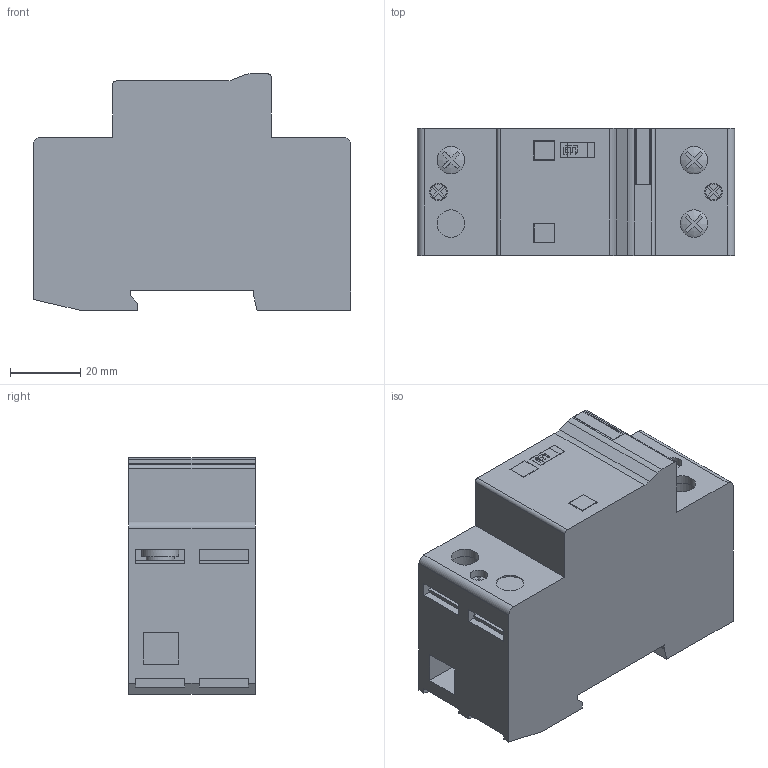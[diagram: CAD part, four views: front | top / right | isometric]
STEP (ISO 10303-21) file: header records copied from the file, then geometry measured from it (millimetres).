
FILE_DESCRIPTION( ( 'Unknown' ), '1' );
FILE_NAME( 'ETITEC WENT.stp', 'Unknown', ( 'Unknown' ), ( 'Unknown' ), 'PSStep 14.0', 'Unknown', ' ' );
FILE_SCHEMA( ( 'AUTOMOTIVE_DESIGN { 1 0 10303 214 1 1 1 1 }' ) );
Length unit declared in the file: millimetre
Products named in the file (5): Assem1; ETITEC WENT; SZYBKA_ETITEC_WENT; Tampon_LOGO_ETIMAT10
Assembly tree (5 placements, depth 2):
  Assem1
    ETITEC WENT
    ETITEC WENT
    SZYBKA_ETITEC_WENT  x2
    Tampon_LOGO_ETIMAT10
Bounding box: 90 x 36 x 67 mm (x, y, z)
Volume: 164459.5 mm3; surface area: 30650.7 mm2
Topology: 5 solids, 5 shells, 276 faces, 711 edges, 474 vertices
Faces by surface type: plane 222, cylinder 51, bspline 3
Full cylindrical faces by diameter (mm): 4.5 x2, 5 x2, 7.8 x7, 8 x3, 9.284 x2, 10 x3, 10.383 x1
Entity records: 10435 total; most frequent: CARTESIAN_POINT 1684, ORIENTED_EDGE 1332, DIRECTION 1278, EDGE_CURVE 666, LINE 526, VECTOR 526, VERTEX_POINT 456, AXIS2_PLACEMENT_3D 376
